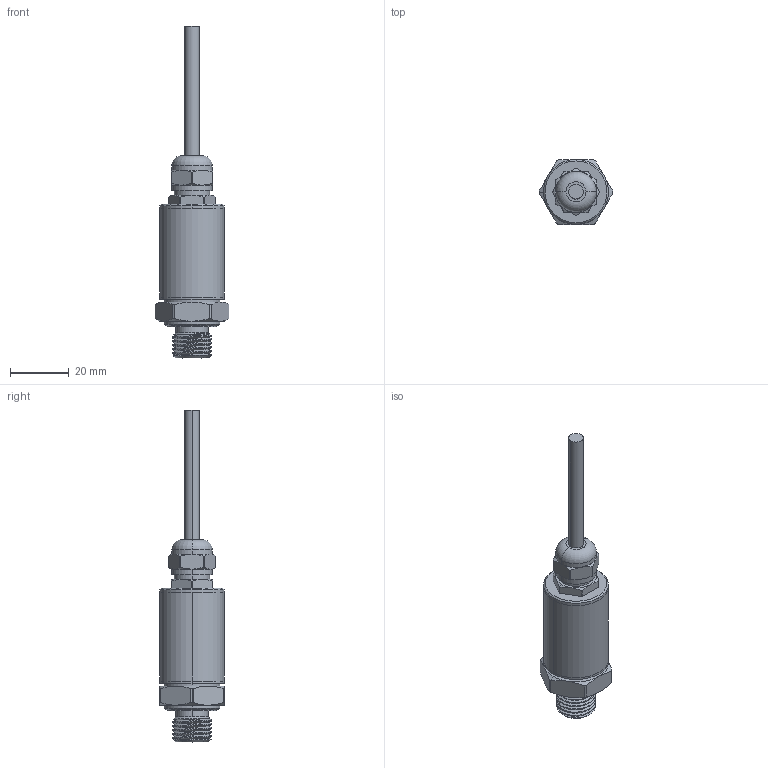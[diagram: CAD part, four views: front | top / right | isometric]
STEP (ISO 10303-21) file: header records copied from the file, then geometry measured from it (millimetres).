
FILE_DESCRIPTION (( 'STEP AP214' ), '1' );
FILE_NAME ('PT211A-211DW_3D.step', '2023-06-28T22:37:28', ( '' ), ( '' ), 'SwSTEP 2.0', 'SolidWorks 2022', '' );
FILE_SCHEMA (( 'AUTOMOTIVE_DESIGN' ));
Length unit declared in the file: millimetre
Products named in the file (6): FST800-1^PT211A-211DW; M12X1-FANGSHUI-01^PT211A-211DW; FST800-2^PT211A-211DW; 111^PT211A-211DW; PT211A-211DW_3D; PRT0001^PT211A-211DW
Assembly tree (5 placements, depth 2):
  PT211A-211DW_3D
    FST800-1^PT211A-211DW
    FST800-2^PT211A-211DW
    PRT0001^PT211A-211DW
    M12X1-FANGSHUI-01^PT211A-211DW
    111^PT211A-211DW
Bounding box: 25 x 22 x 112.7 mm (x, y, z)
Volume: 20068.9 mm3; surface area: 8761.6 mm2
Topology: 5 solids, 5 shells, 187 faces, 464 edges, 303 vertices
Faces by surface type: cylinder 75, cone 51, plane 44, bspline 15, torus 2
Entity records: 9384 total; most frequent: CARTESIAN_POINT 4932, ORIENTED_EDGE 928, DIRECTION 808, EDGE_CURVE 464, AXIS2_PLACEMENT_3D 345, VERTEX_POINT 303, EDGE_LOOP 207, FACE_OUTER_BOUND 187
